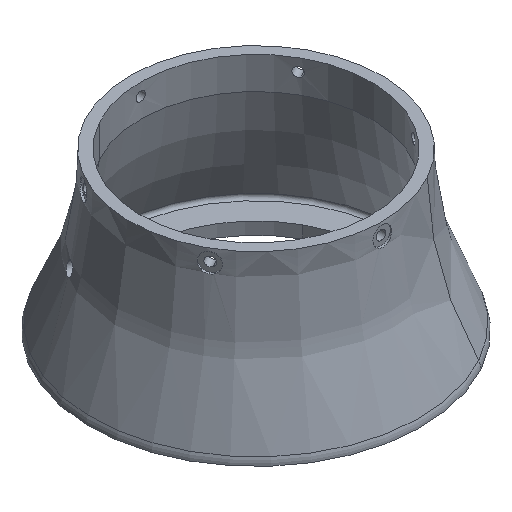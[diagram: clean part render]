
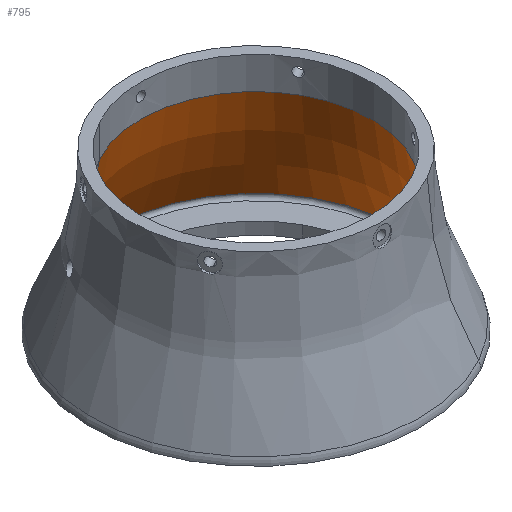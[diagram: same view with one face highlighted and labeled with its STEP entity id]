
A CAD part, isometric view. The second image highlights one B-rep face of the part: STEP entity #795.
In plain terms, the highlighted toroidal (fillet/blend) face has major radius 145.27 mm and minor radius 108.453 mm.
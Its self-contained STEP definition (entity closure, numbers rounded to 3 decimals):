
#477=CARTESIAN_POINT('Vertex',(-22.492,41.171,-45.697)) ;
#484=CARTESIAN_POINT('Vertex',(22.492,-41.171,-45.697)) ;
#504=CARTESIAN_POINT('Axis2P3D Location',(0.,0.,-45.697)) ;
#527=CARTESIAN_POINT('Vertex',(33.824,-21.555,-26.518)) ;
#553=CARTESIAN_POINT('Vertex',(35.176,-18.282,-24.6)) ;
#557=CARTESIAN_POINT('Control Point',(35.176,-18.282,-24.6)) ;
#558=CARTESIAN_POINT('Control Point',(35.215,-18.251,-24.685)) ;
#559=CARTESIAN_POINT('Control Point',(35.254,-18.223,-24.777)) ;
#560=CARTESIAN_POINT('Control Point',(35.294,-18.198,-24.881)) ;
#561=CARTESIAN_POINT('Control Point',(35.38,-18.158,-25.125)) ;
#562=CARTESIAN_POINT('Control Point',(35.46,-18.157,-25.423)) ;
#563=CARTESIAN_POINT('Control Point',(35.499,-18.174,-25.596)) ;
#564=CARTESIAN_POINT('Control Point',(35.579,-18.268,-26.062)) ;
#565=CARTESIAN_POINT('Control Point',(35.591,-18.434,-26.408)) ;
#566=CARTESIAN_POINT('Control Point',(35.584,-18.542,-26.581)) ;
#567=CARTESIAN_POINT('Control Point',(35.535,-18.894,-27.053)) ;
#568=CARTESIAN_POINT('Control Point',(35.415,-19.256,-27.305)) ;
#569=CARTESIAN_POINT('Control Point',(35.321,-19.497,-27.432)) ;
#570=CARTESIAN_POINT('Control Point',(35.125,-19.923,-27.571)) ;
#571=CARTESIAN_POINT('Control Point',(34.889,-20.33,-27.568)) ;
#572=CARTESIAN_POINT('Control Point',(34.778,-20.506,-27.541)) ;
#573=CARTESIAN_POINT('Control Point',(34.54,-20.85,-27.432)) ;
#574=CARTESIAN_POINT('Control Point',(34.273,-21.165,-27.191)) ;
#575=CARTESIAN_POINT('Control Point',(34.133,-21.311,-27.028)) ;
#576=CARTESIAN_POINT('Control Point',(33.982,-21.452,-26.825)) ;
#577=CARTESIAN_POINT('Control Point',(33.824,-21.555,-26.518)) ;
#601=CARTESIAN_POINT('Control Point',(35.176,-18.282,-24.6)) ;
#602=CARTESIAN_POINT('Control Point',(35.097,-18.347,-24.425)) ;
#603=CARTESIAN_POINT('Control Point',(35.02,-18.424,-24.285)) ;
#604=CARTESIAN_POINT('Control Point',(34.947,-18.505,-24.166)) ;
#605=CARTESIAN_POINT('Control Point',(34.824,-18.652,-23.993)) ;
#606=CARTESIAN_POINT('Control Point',(34.707,-18.807,-23.863)) ;
#607=CARTESIAN_POINT('Control Point',(34.659,-18.873,-23.814)) ;
#608=CARTESIAN_POINT('Control Point',(34.48,-19.126,-23.655)) ;
#609=CARTESIAN_POINT('Control Point',(34.311,-19.39,-23.572)) ;
#610=CARTESIAN_POINT('Control Point',(34.192,-19.586,-23.544)) ;
#611=CARTESIAN_POINT('Control Point',(33.961,-19.989,-23.552)) ;
#612=CARTESIAN_POINT('Control Point',(33.752,-20.401,-23.698)) ;
#613=CARTESIAN_POINT('Control Point',(33.655,-20.609,-23.812)) ;
#614=CARTESIAN_POINT('Control Point',(33.517,-20.932,-24.045)) ;
#615=CARTESIAN_POINT('Control Point',(33.429,-21.252,-24.466)) ;
#616=CARTESIAN_POINT('Control Point',(33.407,-21.359,-24.633)) ;
#617=CARTESIAN_POINT('Control Point',(33.393,-21.527,-24.971)) ;
#618=CARTESIAN_POINT('Control Point',(33.458,-21.634,-25.441)) ;
#619=CARTESIAN_POINT('Control Point',(33.493,-21.658,-25.616)) ;
#620=CARTESIAN_POINT('Control Point',(33.579,-21.671,-25.939)) ;
#621=CARTESIAN_POINT('Control Point',(33.677,-21.638,-26.202)) ;
#622=CARTESIAN_POINT('Control Point',(33.727,-21.615,-26.319)) ;
#623=CARTESIAN_POINT('Control Point',(33.776,-21.587,-26.424)) ;
#624=CARTESIAN_POINT('Control Point',(33.824,-21.555,-26.518)) ;
#745=CARTESIAN_POINT('Axis2P3D Location',(0.,0.,0.)) ;
#750=CARTESIAN_POINT('Axis2P3D Location',(69.646,-127.486,0.)) ;
#754=CARTESIAN_POINT('Vertex',(17.891,-32.749,-10.402)) ;
#757=CARTESIAN_POINT('Axis2P3D Location',(-69.646,127.486,0.)) ;
#761=CARTESIAN_POINT('Vertex',(-17.891,32.749,-10.402)) ;
#780=CARTESIAN_POINT('Axis2P3D Location',(0.,0.,-10.402)) ;
#505=DIRECTION('Axis2P3D Direction',(0.,0.,1.)) ;
#746=DIRECTION('Axis2P3D Direction',(0.,0.,1.)) ;
#747=DIRECTION('Axis2P3D XDirection',(-0.479,0.878,0.)) ;
#751=DIRECTION('Axis2P3D Direction',(-0.878,-0.479,0.)) ;
#758=DIRECTION('Axis2P3D Direction',(0.878,0.479,-0.)) ;
#781=DIRECTION('Axis2P3D Direction',(0.,0.,1.)) ;
#506=AXIS2_PLACEMENT_3D('Circle Axis2P3D',#504,#505,$) ;
#748=AXIS2_PLACEMENT_3D('Torus Axis2P3D',#745,#746,#747) ;
#752=AXIS2_PLACEMENT_3D('Circle Axis2P3D',#750,#751,$) ;
#759=AXIS2_PLACEMENT_3D('Circle Axis2P3D',#757,#758,$) ;
#782=AXIS2_PLACEMENT_3D('Circle Axis2P3D',#780,#781,$) ;
#786=ORIENTED_EDGE('',*,*,#763,.T.) ;
#787=ORIENTED_EDGE('',*,*,#508,.T.) ;
#788=ORIENTED_EDGE('',*,*,#756,.F.) ;
#789=ORIENTED_EDGE('',*,*,#784,.T.) ;
#792=ORIENTED_EDGE('',*,*,#578,.F.) ;
#793=ORIENTED_EDGE('',*,*,#625,.T.) ;
#794=FACE_BOUND('',#791,.T.) ;
#795=ADVANCED_FACE('Corps principal',(#790,#794),#749,.T.) ;
#556=B_SPLINE_CURVE_WITH_KNOTS('',5,(#557,#558,#559,#560,#561,#562,#563,#564,#565,#566,#567,#568,#569,#570,#571,#572,#573,#574,#575,#576,#577),.UNSPECIFIED.,.F.,.U.,(6,3,3,3,3,3,6),(0.,1.057,2.24,4.494,9.386,13.27,17.195),.UNSPECIFIED.) ;
#600=B_SPLINE_CURVE_WITH_KNOTS('',5,(#601,#602,#603,#604,#605,#606,#607,#608,#609,#610,#611,#612,#613,#614,#615,#616,#617,#618,#619,#620,#621,#622,#623,#624),.UNSPECIFIED.,.F.,.U.,(6,3,3,3,3,3,3,6),(0.,2.195,3.779,8.175,12.624,14.929,16.124,17.328),.UNSPECIFIED.) ;
#507=CIRCLE('generated circle',#506,46.914) ;
#753=CIRCLE('generated circle',#752,108.453) ;
#760=CIRCLE('generated circle',#759,108.453) ;
#783=CIRCLE('generated circle',#782,37.317) ;
#749=TOROIDAL_SURFACE('homeo Torus',#748,145.27,108.453) ;
#508=EDGE_CURVE('',#478,#485,#507,.F.) ;
#578=EDGE_CURVE('',#554,#528,#556,.T.) ;
#625=EDGE_CURVE('',#554,#528,#600,.T.) ;
#756=EDGE_CURVE('',#755,#485,#753,.T.) ;
#763=EDGE_CURVE('',#762,#478,#760,.T.) ;
#784=EDGE_CURVE('',#755,#762,#783,.T.) ;
#785=EDGE_LOOP('',(#786,#787,#788,#789)) ;
#791=EDGE_LOOP('',(#792,#793)) ;
#790=FACE_OUTER_BOUND('',#785,.T.) ;
#478=VERTEX_POINT('',#477) ;
#485=VERTEX_POINT('',#484) ;
#528=VERTEX_POINT('',#527) ;
#554=VERTEX_POINT('',#553) ;
#755=VERTEX_POINT('',#754) ;
#762=VERTEX_POINT('',#761) ;
